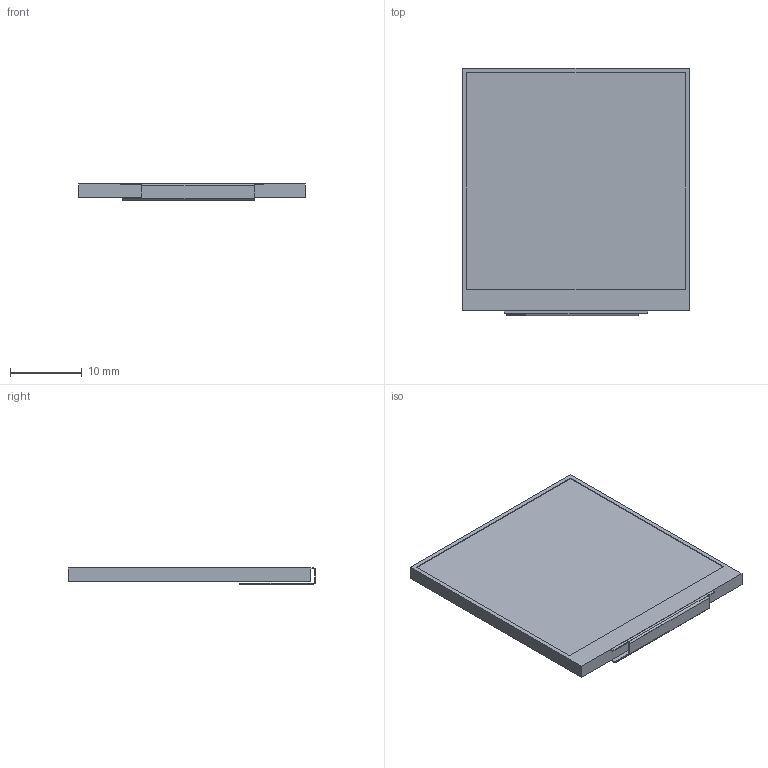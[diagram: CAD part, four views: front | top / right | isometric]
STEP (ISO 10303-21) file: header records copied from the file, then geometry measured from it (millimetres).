
FILE_DESCRIPTION(/* description */ (''),/* implementation_level */ '2;1');
FILE_NAME(/* name */ '',/* time_stamp */ '2023-10-19T16:12:00+08:00',/* author */ (''),/* organization */ (''),/* preprocessor_version */ 'ST-DEVELOPER v20',/* originating_system */ 'Autodesk Translation Framework v12.14.0.127',/* authorisation */ '');
FILE_SCHEMA (('AUTOMOTIVE_DESIGN { 1 0 10303 214 3 1 1 }'));
Length unit declared in the file: millimetre
Products named in the file (3): 1.54寸TFT12P; 零部件1; 零部件2
Assembly tree (2 placements, depth 2):
  1.54寸TFT12P
    零部件1
    零部件2
Bounding box: 31.52 x 34.38 x 2.23 mm (x, y, z)
Volume: 1953.2 mm3; surface area: 2782 mm2
Topology: 2 solids, 2 shells, 48 faces, 113 edges, 70 vertices
Faces by surface type: plane 42, cylinder 6
Full cylindrical faces by diameter (mm): 1 x2
Entity records: 1448 total; most frequent: CARTESIAN_POINT 236, DIRECTION 231, ORIENTED_EDGE 226, EDGE_CURVE 113, LINE 101, VECTOR 101, VERTEX_POINT 70, AXIS2_PLACEMENT_3D 65
